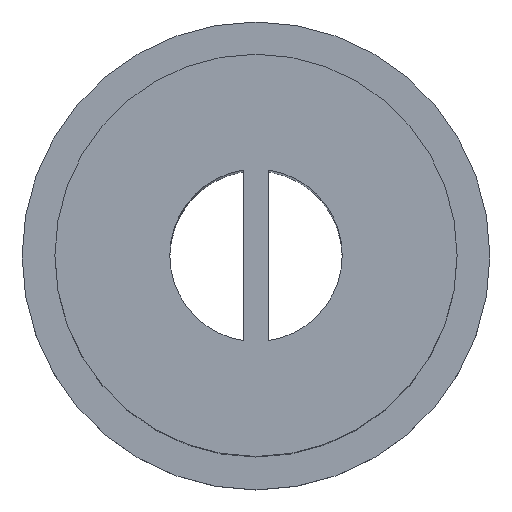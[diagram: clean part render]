
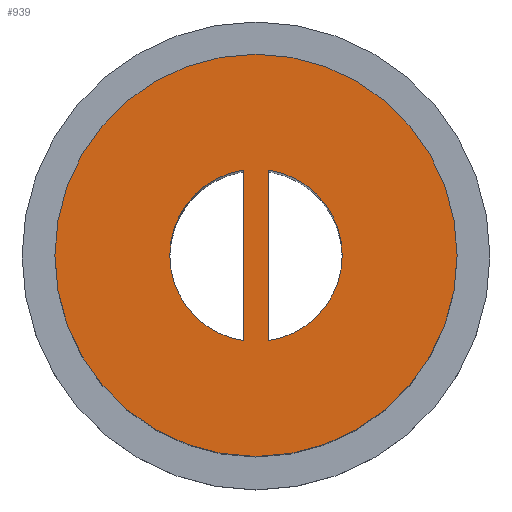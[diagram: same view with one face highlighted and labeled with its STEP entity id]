
A CAD part, top view. The second image highlights one B-rep face of the part: STEP entity #939.
In plain terms, the highlighted face is planar.
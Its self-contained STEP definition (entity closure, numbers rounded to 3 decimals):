
#220=CARTESIAN_POINT('',(-4.9,0.02,-0.));
#221=VERTEX_POINT('',#220);
#222=CARTESIAN_POINT('',(4.9,0.02,0.));
#223=VERTEX_POINT('',#222);
#224=CARTESIAN_POINT('',(0.,0.02,-0.));
#225=DIRECTION('',(0.,1.,-0.));
#226=DIRECTION('',(1.,-0.,0.));
#227=AXIS2_PLACEMENT_3D('',#224,#225,#226);
#228=CIRCLE('',#227,4.9);
#229=EDGE_CURVE('',#221,#223,#228,.T.);
#597=CARTESIAN_POINT('',(-0.3,0.02,2.078));
#598=VERTEX_POINT('',#597);
#615=CARTESIAN_POINT('',(-0.3,0.02,-2.078));
#616=VERTEX_POINT('',#615);
#623=CARTESIAN_POINT('',(-0.3,0.02,2.078));
#624=DIRECTION('',(0.,0.,-1.));
#625=VECTOR('',#624,4.157);
#626=LINE('',#623,#625);
#627=EDGE_CURVE('',#598,#616,#626,.T.);
#844=CARTESIAN_POINT('',(-2.1,0.02,-0.));
#845=VERTEX_POINT('',#844);
#852=CARTESIAN_POINT('',(0.,0.02,-0.));
#853=DIRECTION('',(-0.,1.,0.));
#854=DIRECTION('',(1.,0.,0.));
#855=AXIS2_PLACEMENT_3D('',#852,#853,#854);
#856=CIRCLE('',#855,2.1);
#857=EDGE_CURVE('',#616,#845,#856,.T.);
#869=CARTESIAN_POINT('',(0.3,0.02,-2.078));
#870=VERTEX_POINT('',#869);
#877=CARTESIAN_POINT('',(2.1,0.02,-0.));
#878=VERTEX_POINT('',#877);
#879=CARTESIAN_POINT('',(0.,0.02,-0.));
#880=DIRECTION('',(0.,1.,-0.));
#881=DIRECTION('',(1.,-0.,0.));
#882=AXIS2_PLACEMENT_3D('',#879,#880,#881);
#883=CIRCLE('',#882,2.1);
#884=EDGE_CURVE('',#878,#870,#883,.T.);
#895=CARTESIAN_POINT('',(0.,0.02,0.));
#896=DIRECTION('',(0.,-1.,0.));
#897=DIRECTION('',(-1.,0.,0.));
#898=AXIS2_PLACEMENT_3D('',#895,#896,#897);
#899=PLANE('',#898);
#900=ORIENTED_EDGE('',*,*,#884,.T.);
#901=CARTESIAN_POINT('',(0.3,0.02,2.078));
#902=VERTEX_POINT('',#901);
#903=CARTESIAN_POINT('',(0.3,0.02,-2.078));
#904=DIRECTION('',(-0.,0.,1.));
#905=VECTOR('',#904,4.157);
#906=LINE('',#903,#905);
#907=EDGE_CURVE('',#870,#902,#906,.T.);
#908=ORIENTED_EDGE('',*,*,#907,.T.);
#909=CARTESIAN_POINT('',(0.,0.02,-0.));
#910=DIRECTION('',(0.,1.,-0.));
#911=DIRECTION('',(1.,-0.,0.));
#912=AXIS2_PLACEMENT_3D('',#909,#910,#911);
#913=CIRCLE('',#912,2.1);
#914=EDGE_CURVE('',#902,#878,#913,.T.);
#915=ORIENTED_EDGE('',*,*,#914,.T.);
#916=EDGE_LOOP('',(#900,#908,#915));
#917=FACE_BOUND('',#916,.T.);
#918=ORIENTED_EDGE('',*,*,#627,.T.);
#919=ORIENTED_EDGE('',*,*,#857,.T.);
#920=CARTESIAN_POINT('',(0.,0.02,-0.));
#921=DIRECTION('',(-0.,1.,0.));
#922=DIRECTION('',(1.,0.,0.));
#923=AXIS2_PLACEMENT_3D('',#920,#921,#922);
#924=CIRCLE('',#923,2.1);
#925=EDGE_CURVE('',#845,#598,#924,.T.);
#926=ORIENTED_EDGE('',*,*,#925,.T.);
#927=EDGE_LOOP('',(#918,#919,#926));
#928=FACE_BOUND('',#927,.T.);
#929=ORIENTED_EDGE('',*,*,#229,.F.);
#930=CARTESIAN_POINT('',(0.,0.02,-0.));
#931=DIRECTION('',(0.,1.,-0.));
#932=DIRECTION('',(1.,-0.,0.));
#933=AXIS2_PLACEMENT_3D('',#930,#931,#932);
#934=CIRCLE('',#933,4.9);
#935=EDGE_CURVE('',#223,#221,#934,.T.);
#936=ORIENTED_EDGE('',*,*,#935,.F.);
#937=EDGE_LOOP('',(#929,#936));
#938=FACE_BOUND('',#937,.T.);
#939=ADVANCED_FACE('',(#917,#928,#938),#899,.T.);
